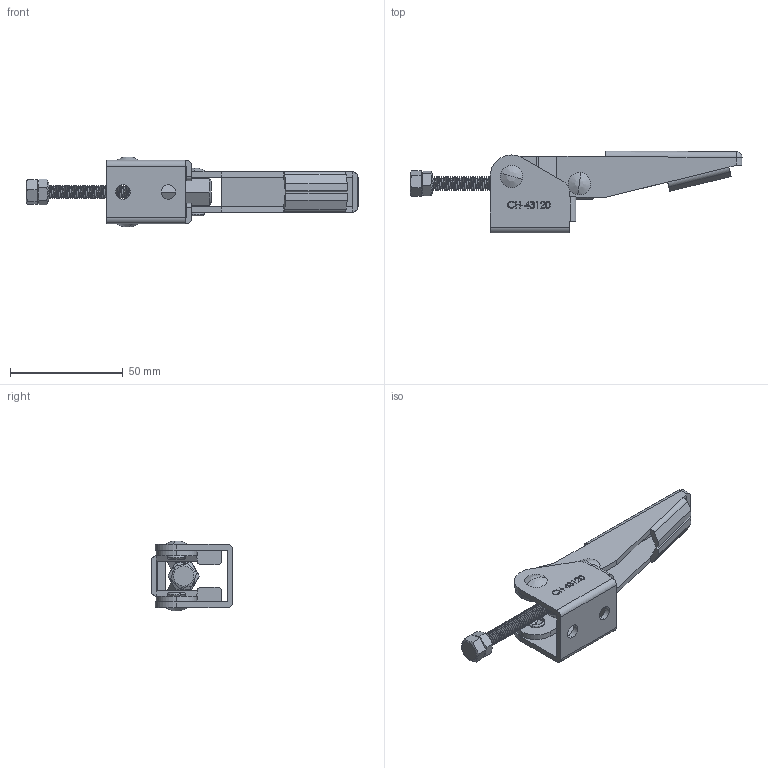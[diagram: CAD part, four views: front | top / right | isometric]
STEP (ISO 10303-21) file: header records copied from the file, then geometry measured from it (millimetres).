
FILE_DESCRIPTION (( 'STEP AP203' ), '1' );
FILE_NAME ('CH-43120.STEP', '2017-12-01T06:21:36', ( 'Windows' ), ( 'Microsoft' ), 'SwSTEP 2.0', 'SolidWorks 2015', '' );
FILE_SCHEMA (( 'CONFIG_CONTROL_DESIGN' ));
Length unit declared in the file: millimetre
Products named in the file (8): CH-43110-05; M6X50; M6 Nut; CH-43120; CH-43120-01 BASE; CH-43110-04; CH-43110-03 HANDLE; CH-43110-06
Assembly tree (8 placements, depth 2):
  CH-43120
    CH-43120-01 BASE
    CH-43110-03 HANDLE
    CH-43110-04
    CH-43110-06
    CH-43110-05  x2
    M6X50
    M6 Nut
Bounding box: 147.06 x 36.27 x 31 mm (x, y, z)
Volume: 24117.5 mm3; surface area: 22694.7 mm2
Topology: 8 solids, 8 shells, 695 faces, 1909 edges, 1248 vertices
Faces by surface type: plane 243, cylinder 214, bspline 182, cone 34, torus 20, sphere 2
Entity records: 35599 total; most frequent: CARTESIAN_POINT 19523, ORIENTED_EDGE 3730, DIRECTION 2349, EDGE_CURVE 1865, VERTEX_POINT 1230, LINE 951, VECTOR 951, EDGE_LOOP 733
